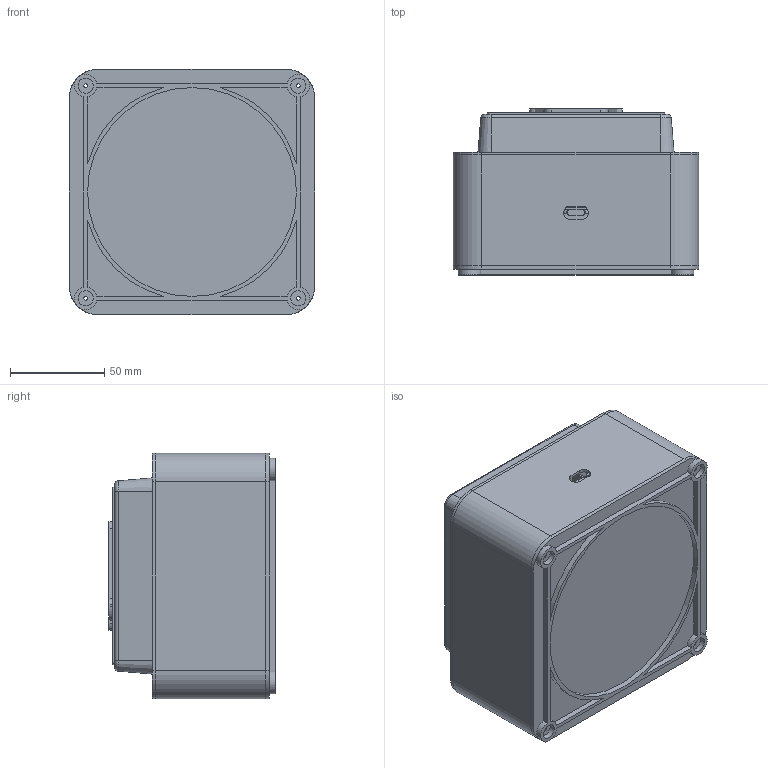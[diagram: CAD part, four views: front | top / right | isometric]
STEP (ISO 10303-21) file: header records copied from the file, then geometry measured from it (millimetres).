
FILE_DESCRIPTION(/* description */ (''),/* implementation_level */ '2;1');
FILE_NAME(/* name */ 'DELETE BUTTON v3.step',/* time_stamp */ '2024-11-03T12:40:53+05:30',/* author */ (''),/* organization */ (''),/* preprocessor_version */ 'ST-DEVELOPER v20',/* originating_system */ 'Autodesk Translation Framework v13.20.0.188',/* authorisation */ '');
FILE_SCHEMA (('AUTOMOTIVE_DESIGN { 1 0 10303 214 3 1 1 }'));
Length unit declared in the file: millimetre
Products named in the file (10): DELETE BUTTON; SEL START PCB; XIAO PCB; BODY; TOP; BOLTS; SPRING; LID; Inner Support; Delete Logo
Assembly tree (9 placements, depth 2):
  DELETE BUTTON
    SEL START PCB
    XIAO PCB
    BODY
    TOP
    BOLTS
    SPRING
    LID
    Inner Support
    Delete Logo
Bounding box: 130 x 88 x 130 mm (x, y, z)
Volume: 247069 mm3; surface area: 246748.2 mm2
Topology: 17 solids, 17 shells, 609 faces, 1510 edges, 996 vertices
Faces by surface type: plane 407, cylinder 178, cone 12, torus 8, bspline 4
Full cylindrical faces by diameter (mm): 1.8 x8, 2 x20, 3 x6, 3.7 x8, 4 x4, 5 x2, 7 x1, 8 x8, 12 x4, 13 x2, 18 x1, 26 x1, 110.678 x1
Entity records: 23655 total; most frequent: CARTESIAN_POINT 8274, DIRECTION 3178, ORIENTED_EDGE 3020, EDGE_CURVE 1510, LINE 1082, VECTOR 1082, AXIS2_PLACEMENT_3D 1048, VERTEX_POINT 996
